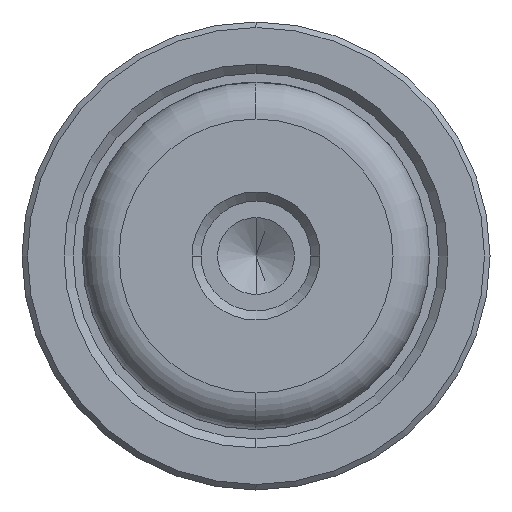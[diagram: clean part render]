
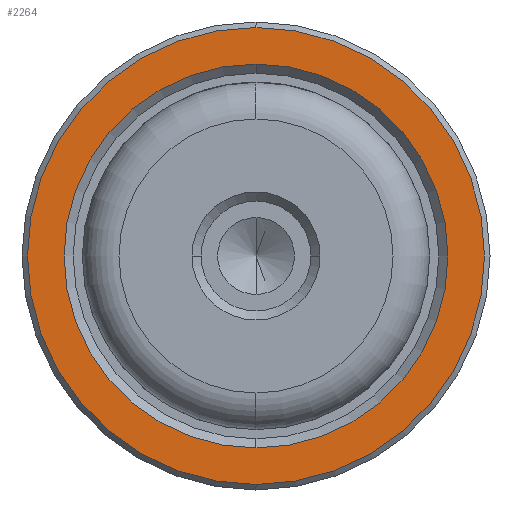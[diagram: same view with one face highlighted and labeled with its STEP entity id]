
A CAD part, left-side view. The second image highlights one B-rep face of the part: STEP entity #2264.
In plain terms, the highlighted planar face has unit normal (-1, 0, 0).
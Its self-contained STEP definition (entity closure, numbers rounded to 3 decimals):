
#23 = CARTESIAN_POINT ( 'NONE',  ( 20., 0., 12.5 ) ) ;
#31 = AXIS2_PLACEMENT_3D ( 'NONE', #2361, #367, #1636 ) ;
#271 = ORIENTED_EDGE ( 'NONE', *, *, #1582, .T. ) ;
#316 = CARTESIAN_POINT ( 'NONE',  ( 20., 0., 0. ) ) ;
#320 = VERTEX_POINT ( 'NONE', #440 ) ;
#345 = DIRECTION ( 'NONE',  ( -1., 0., 0. ) ) ;
#367 = DIRECTION ( 'NONE',  ( -1., 0., 0. ) ) ;
#430 = CIRCLE ( 'NONE', #1101, 10.5 ) ;
#440 = CARTESIAN_POINT ( 'NONE',  ( 20., 0., -10.5 ) ) ;
#450 = FACE_BOUND ( 'NONE', #670, .T. ) ;
#503 = DIRECTION ( 'NONE',  ( 0., 0., -1. ) ) ;
#592 = VERTEX_POINT ( 'NONE', #23 ) ;
#616 = CIRCLE ( 'NONE', #1779, 10.5 ) ;
#645 = EDGE_LOOP ( 'NONE', ( #1865, #271 ) ) ;
#670 = EDGE_LOOP ( 'NONE', ( #1723, #1202 ) ) ;
#675 = CARTESIAN_POINT ( 'NONE',  ( 20., 0., -12.5 ) ) ;
#872 = EDGE_CURVE ( 'NONE', #1007, #592, #1762, .T. ) ;
#958 = DIRECTION ( 'NONE',  ( -1., 0., 0. ) ) ;
#999 = CIRCLE ( 'NONE', #1021, 12.5 ) ;
#1007 = VERTEX_POINT ( 'NONE', #675 ) ;
#1021 = AXIS2_PLACEMENT_3D ( 'NONE', #1437, #345, #1615 ) ;
#1084 = CARTESIAN_POINT ( 'NONE',  ( 20., 0., 0. ) ) ;
#1101 = AXIS2_PLACEMENT_3D ( 'NONE', #1084, #2370, #1279 ) ;
#1202 = ORIENTED_EDGE ( 'NONE', *, *, #2163, .T. ) ;
#1279 = DIRECTION ( 'NONE',  ( 0., 0., -1. ) ) ;
#1416 = FACE_OUTER_BOUND ( 'NONE', #645, .T. ) ;
#1437 = CARTESIAN_POINT ( 'NONE',  ( 20., 0., 0. ) ) ;
#1582 = EDGE_CURVE ( 'NONE', #592, #1007, #999, .T. ) ;
#1595 = DIRECTION ( 'NONE',  ( 1., 0., 0. ) ) ;
#1615 = DIRECTION ( 'NONE',  ( 0., 0., 1. ) ) ;
#1636 = DIRECTION ( 'NONE',  ( 0., 0., 1. ) ) ;
#1723 = ORIENTED_EDGE ( 'NONE', *, *, #1828, .T. ) ;
#1762 = CIRCLE ( 'NONE', #1905, 12.5 ) ;
#1779 = AXIS2_PLACEMENT_3D ( 'NONE', #316, #1595, #503 ) ;
#1828 = EDGE_CURVE ( 'NONE', #2176, #320, #430, .T. ) ;
#1865 = ORIENTED_EDGE ( 'NONE', *, *, #872, .T. ) ;
#1905 = AXIS2_PLACEMENT_3D ( 'NONE', #2063, #958, #2243 ) ;
#1986 = PLANE ( 'NONE',  #31 ) ;
#2063 = CARTESIAN_POINT ( 'NONE',  ( 20., 0., 0. ) ) ;
#2133 = CARTESIAN_POINT ( 'NONE',  ( 20., 0., 10.5 ) ) ;
#2163 = EDGE_CURVE ( 'NONE', #320, #2176, #616, .T. ) ;
#2176 = VERTEX_POINT ( 'NONE', #2133 ) ;
#2243 = DIRECTION ( 'NONE',  ( 0., 0., 1. ) ) ;
#2264 = ADVANCED_FACE ( 'NONE', ( #1416, #450 ), #1986, .T. ) ;
#2361 = CARTESIAN_POINT ( 'NONE',  ( 20., -9.5, 0. ) ) ;
#2370 = DIRECTION ( 'NONE',  ( 1., 0., 0. ) ) ;
